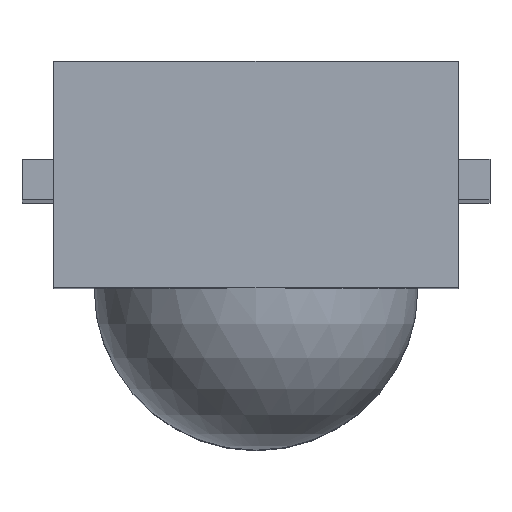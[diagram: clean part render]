
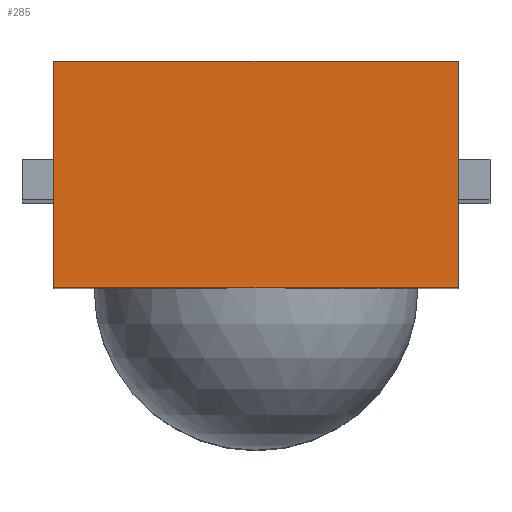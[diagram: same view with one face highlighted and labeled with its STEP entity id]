
A CAD part, top view. The second image highlights one B-rep face of the part: STEP entity #285.
In plain terms, the highlighted planar face has unit normal (0, 0, 1).
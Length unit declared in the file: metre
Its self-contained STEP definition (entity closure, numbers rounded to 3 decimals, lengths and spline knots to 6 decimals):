
#233 = EDGE_CURVE( '', #380, #404, #529, .T. );
#257 = EDGE_CURVE( '', #559, #560, #561, .T. );
#285 = ADVANCED_FACE( '', ( #596 ), #597, .F. );
#297 = EDGE_CURVE( '', #559, #380, #611, .T. );
#331 = EDGE_CURVE( '', #560, #404, #649, .T. );
#380 = VERTEX_POINT( '', #696 );
#404 = VERTEX_POINT( '', #730 );
#529 = LINE( '', #913, #914 );
#559 = VERTEX_POINT( '', #961 );
#560 = VERTEX_POINT( '', #962 );
#561 = LINE( '', #963, #964 );
#596 = FACE_OUTER_BOUND( '', #1015, .T. );
#597 = PLANE( '', #1016 );
#611 = LINE( '', #1038, #1039 );
#649 = LINE( '', #1101, #1102 );
#696 = CARTESIAN_POINT( '', ( 0.0025, 0.002426, 0.008602 ) );
#730 = CARTESIAN_POINT( '', ( -0.0025, 0.002426, 0.008602 ) );
#913 = CARTESIAN_POINT( '', ( -0.0025, 0.002426, 0.008602 ) );
#914 = VECTOR( '', #1306, 1. );
#961 = CARTESIAN_POINT( '', ( 0.0025, -0.000374, 0.008602 ) );
#962 = CARTESIAN_POINT( '', ( -0.0025, -0.000374, 0.008602 ) );
#963 = CARTESIAN_POINT( '', ( -0.0025, -0.000374, 0.008602 ) );
#964 = VECTOR( '', #1339, 1. );
#1015 = EDGE_LOOP( '', ( #1397, #1398, #1399, #1400 ) );
#1016 = AXIS2_PLACEMENT_3D( '', #1401, #1402, #1403 );
#1038 = CARTESIAN_POINT( '', ( 0.0025, -0.000374, 0.008602 ) );
#1039 = VECTOR( '', #1418, 1. );
#1101 = CARTESIAN_POINT( '', ( -0.0025, -0.000374, 0.008602 ) );
#1102 = VECTOR( '', #1465, 1. );
#1306 = DIRECTION( '', ( -1., 0., 0. ) );
#1339 = DIRECTION( '', ( -1., 0., 0. ) );
#1397 = ORIENTED_EDGE( '', *, *, #233, .T. );
#1398 = ORIENTED_EDGE( '', *, *, #331, .F. );
#1399 = ORIENTED_EDGE( '', *, *, #257, .F. );
#1400 = ORIENTED_EDGE( '', *, *, #297, .T. );
#1401 = CARTESIAN_POINT( '', ( -0.0025, -0.000374, 0.008602 ) );
#1402 = DIRECTION( '', ( 0., 0., -1. ) );
#1403 = DIRECTION( '', ( 0., -1., 0. ) );
#1418 = DIRECTION( '', ( 0., 1., 0. ) );
#1465 = DIRECTION( '', ( 0., 1., 0. ) );
